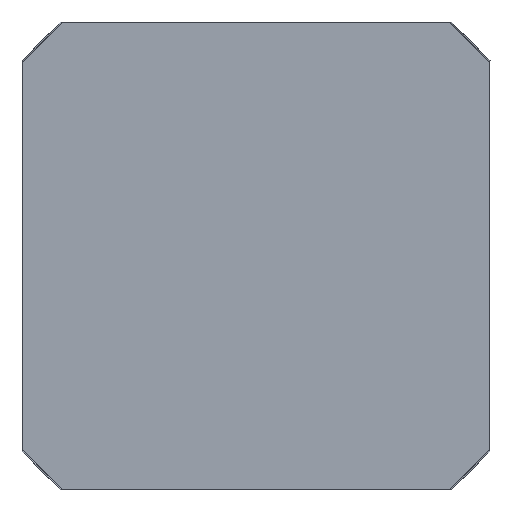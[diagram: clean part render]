
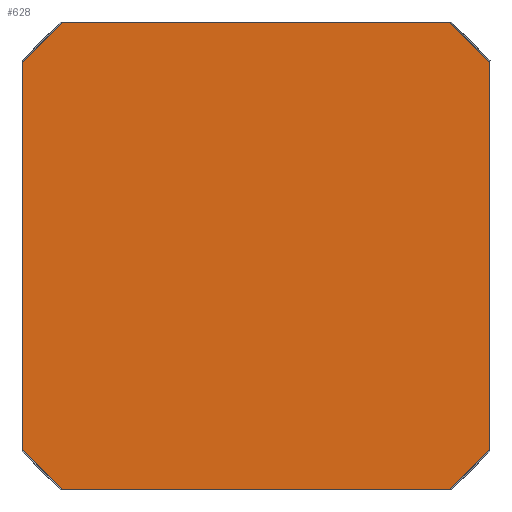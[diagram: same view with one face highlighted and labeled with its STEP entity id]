
A CAD part, front view. The second image highlights one B-rep face of the part: STEP entity #628.
In plain terms, the highlighted planar face has unit normal (0, -1, 0).
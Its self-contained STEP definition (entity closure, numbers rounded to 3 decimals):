
#1 = CARTESIAN_POINT ( 'NONE',  ( -267., -0.7, 300. ) ) ;
#33 = EDGE_CURVE ( 'NONE', #691, #596, #1119, .T. ) ;
#52 = EDGE_CURVE ( 'NONE', #1051, #1049, #1090, .T. ) ;
#59 = EDGE_CURVE ( 'NONE', #374, #1049, #758, .T. ) ;
#98 = ORIENTED_EDGE ( 'NONE', *, *, #818, .F. ) ;
#134 = CARTESIAN_POINT ( 'NONE',  ( -300., -0.7, 248.643 ) ) ;
#153 = ORIENTED_EDGE ( 'NONE', *, *, #808, .F. ) ;
#180 = ORIENTED_EDGE ( 'NONE', *, *, #33, .F. ) ;
#183 = EDGE_CURVE ( 'NONE', #1300, #297, #1182, .T. ) ;
#197 = VECTOR ( 'NONE', #617, 1000. ) ;
#234 = CARTESIAN_POINT ( 'NONE',  ( -248.643, -0.7, -300. ) ) ;
#238 = CARTESIAN_POINT ( 'NONE',  ( -248.643, -0.7, 300. ) ) ;
#239 = DIRECTION ( 'NONE',  ( -0.707, 0., -0.707 ) ) ;
#244 = CARTESIAN_POINT ( 'NONE',  ( 274.321, -0.7, 274.321 ) ) ;
#256 = LINE ( 'NONE', #873, #734 ) ;
#277 = CARTESIAN_POINT ( 'NONE',  ( -267., -0.7, -300. ) ) ;
#286 = VECTOR ( 'NONE', #239, 1000. ) ;
#297 = VERTEX_POINT ( 'NONE', #933 ) ;
#351 = DIRECTION ( 'NONE',  ( -0.707, 0., 0.707 ) ) ;
#356 = VECTOR ( 'NONE', #351, 1000. ) ;
#367 = EDGE_CURVE ( 'NONE', #1051, #297, #827, .T. ) ;
#374 = VERTEX_POINT ( 'NONE', #1208 ) ;
#375 = ORIENTED_EDGE ( 'NONE', *, *, #59, .F. ) ;
#376 = DIRECTION ( 'NONE',  ( 0., 0., -1. ) ) ;
#378 = DIRECTION ( 'NONE',  ( -0.707, 0., -0.707 ) ) ;
#382 = DIRECTION ( 'NONE',  ( -1., 0., 0. ) ) ;
#429 = ORIENTED_EDGE ( 'NONE', *, *, #367, .F. ) ;
#451 = CARTESIAN_POINT ( 'NONE',  ( 274.321, -0.7, -274.321 ) ) ;
#455 = FACE_OUTER_BOUND ( 'NONE', #467, .T. ) ;
#467 = EDGE_LOOP ( 'NONE', ( #429, #871, #375, #977, #98, #180, #153, #548 ) ) ;
#492 = CARTESIAN_POINT ( 'NONE',  ( 248.643, -0.7, -300. ) ) ;
#548 = ORIENTED_EDGE ( 'NONE', *, *, #183, .T. ) ;
#595 = PLANE ( 'NONE',  #616 ) ;
#596 = VERTEX_POINT ( 'NONE', #492 ) ;
#608 = VECTOR ( 'NONE', #382, 1000. ) ;
#616 = AXIS2_PLACEMENT_3D ( 'NONE', #986, #1176, #781 ) ;
#617 = DIRECTION ( 'NONE',  ( 1., 0., 0. ) ) ;
#628 = ADVANCED_FACE ( 'NONE', ( #455 ), #595, .F. ) ;
#650 = CARTESIAN_POINT ( 'NONE',  ( -300., -0.7, -267. ) ) ;
#691 = VERTEX_POINT ( 'NONE', #1099 ) ;
#734 = VECTOR ( 'NONE', #376, 1000. ) ;
#743 = DIRECTION ( 'NONE',  ( 0., 0., 1. ) ) ;
#758 = LINE ( 'NONE', #650, #789 ) ;
#781 = DIRECTION ( 'NONE',  ( 0., 0., 1. ) ) ;
#789 = VECTOR ( 'NONE', #743, 1000. ) ;
#808 = EDGE_CURVE ( 'NONE', #1300, #691, #256, .T. ) ;
#818 = EDGE_CURVE ( 'NONE', #596, #1073, #1145, .T. ) ;
#820 = CARTESIAN_POINT ( 'NONE',  ( 300., -0.7, 248.643 ) ) ;
#827 = LINE ( 'NONE', #1, #197 ) ;
#860 = CARTESIAN_POINT ( 'NONE',  ( -274.321, -0.7, 274.321 ) ) ;
#871 = ORIENTED_EDGE ( 'NONE', *, *, #52, .T. ) ;
#873 = CARTESIAN_POINT ( 'NONE',  ( 300., -0.7, -267. ) ) ;
#933 = CARTESIAN_POINT ( 'NONE',  ( 248.643, -0.7, 300. ) ) ;
#977 = ORIENTED_EDGE ( 'NONE', *, *, #1202, .F. ) ;
#986 = CARTESIAN_POINT ( 'NONE',  ( 0., -0.7, 0. ) ) ;
#990 = VECTOR ( 'NONE', #378, 1000. ) ;
#994 = LINE ( 'NONE', #1001, #1290 ) ;
#1001 = CARTESIAN_POINT ( 'NONE',  ( -274.321, -0.7, -274.321 ) ) ;
#1049 = VERTEX_POINT ( 'NONE', #134 ) ;
#1051 = VERTEX_POINT ( 'NONE', #238 ) ;
#1073 = VERTEX_POINT ( 'NONE', #234 ) ;
#1090 = LINE ( 'NONE', #860, #286 ) ;
#1099 = CARTESIAN_POINT ( 'NONE',  ( 300., -0.7, -248.643 ) ) ;
#1119 = LINE ( 'NONE', #451, #990 ) ;
#1145 = LINE ( 'NONE', #277, #608 ) ;
#1176 = DIRECTION ( 'NONE',  ( 0., 1., 0. ) ) ;
#1182 = LINE ( 'NONE', #244, #356 ) ;
#1202 = EDGE_CURVE ( 'NONE', #1073, #374, #994, .T. ) ;
#1208 = CARTESIAN_POINT ( 'NONE',  ( -300., -0.7, -248.643 ) ) ;
#1290 = VECTOR ( 'NONE', #1309, 1000. ) ;
#1300 = VERTEX_POINT ( 'NONE', #820 ) ;
#1309 = DIRECTION ( 'NONE',  ( -0.707, 0., 0.707 ) ) ;
